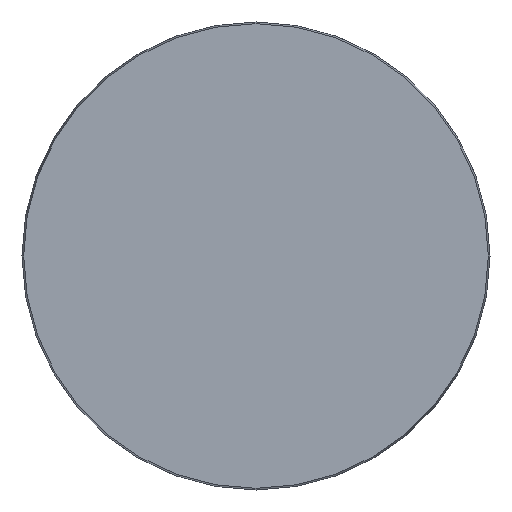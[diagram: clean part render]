
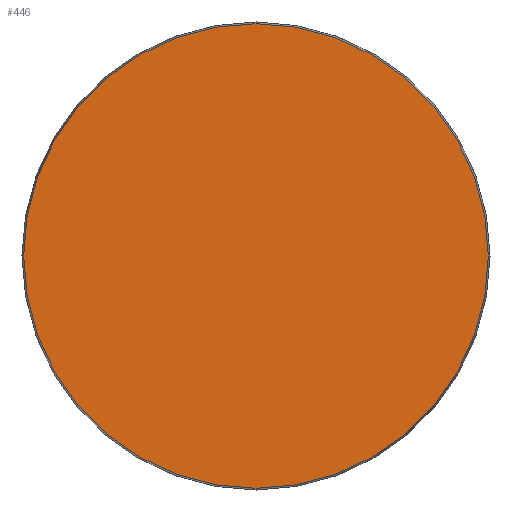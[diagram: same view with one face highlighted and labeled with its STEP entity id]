
A CAD part, front view. The second image highlights one B-rep face of the part: STEP entity #446.
In plain terms, the highlighted planar face has unit normal (0, -1, 0).
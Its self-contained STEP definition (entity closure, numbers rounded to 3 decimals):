
#59 = CIRCLE ( 'NONE', #414, 78.425 ) ;
#62 = CARTESIAN_POINT ( 'NONE',  ( 0., 0., 0. ) ) ;
#82 = ORIENTED_EDGE ( 'NONE', *, *, #193, .T. ) ;
#102 = DIRECTION ( 'NONE',  ( 0., -1., 0. ) ) ;
#151 = FACE_OUTER_BOUND ( 'NONE', #497, .T. ) ;
#193 = EDGE_CURVE ( 'NONE', #260, #260, #59, .T. ) ;
#233 = AXIS2_PLACEMENT_3D ( 'NONE', #543, #258, #302 ) ;
#258 = DIRECTION ( 'NONE',  ( 0., 1., 0. ) ) ;
#260 = VERTEX_POINT ( 'NONE', #343 ) ;
#302 = DIRECTION ( 'NONE',  ( 0., 0., 1. ) ) ;
#332 = PLANE ( 'NONE',  #233 ) ;
#343 = CARTESIAN_POINT ( 'NONE',  ( 0., 0., -78.425 ) ) ;
#354 = DIRECTION ( 'NONE',  ( 0., 0., -1. ) ) ;
#414 = AXIS2_PLACEMENT_3D ( 'NONE', #62, #102, #354 ) ;
#446 = ADVANCED_FACE ( 'NONE', ( #151 ), #332, .F. ) ;
#497 = EDGE_LOOP ( 'NONE', ( #82 ) ) ;
#543 = CARTESIAN_POINT ( 'NONE',  ( -78.425, 0., 0. ) ) ;
